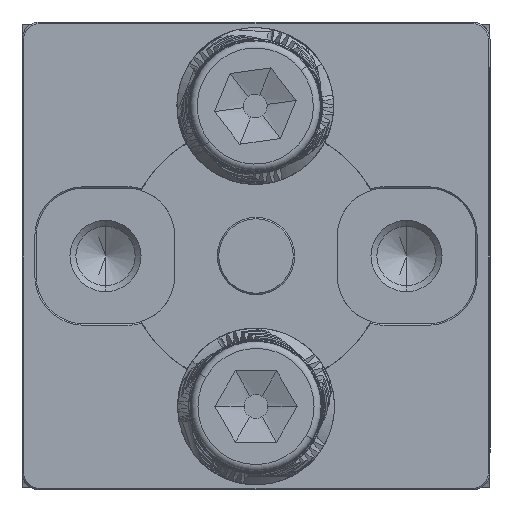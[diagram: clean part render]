
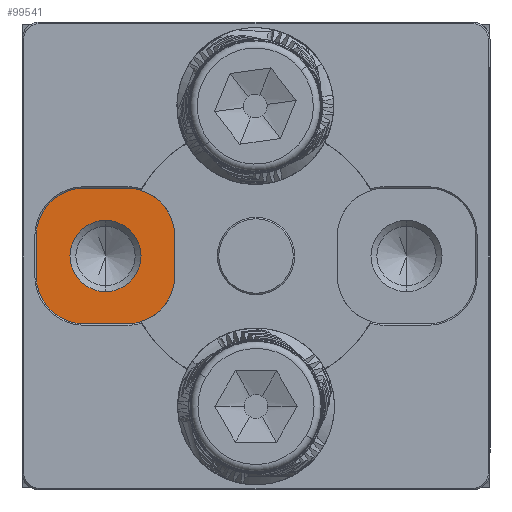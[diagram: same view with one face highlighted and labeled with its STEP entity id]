
A CAD part, front view. The second image highlights one B-rep face of the part: STEP entity #99541.
In plain terms, the highlighted planar face has unit normal (0, -1, 0).
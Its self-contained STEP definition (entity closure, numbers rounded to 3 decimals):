
#1270 = DIRECTION ( 'NONE',  ( 0., -1., 0. ) ) ;
#5133 = VECTOR ( 'NONE', #71290, 1000. ) ;
#5405 = CARTESIAN_POINT ( 'NONE',  ( -6.849, -37.25, -18.338 ) ) ;
#7837 = DIRECTION ( 'NONE',  ( 0., 0., -1. ) ) ;
#8549 = VERTEX_POINT ( 'NONE', #128187 ) ;
#10058 = DIRECTION ( 'NONE',  ( 0., 0., 1. ) ) ;
#13371 = EDGE_CURVE ( 'NONE', #96422, #207249, #17156, .T. ) ;
#13975 = ORIENTED_EDGE ( 'NONE', *, *, #32863, .T. ) ;
#17156 = CIRCLE ( 'NONE', #191637, 3. ) ;
#17815 = CARTESIAN_POINT ( 'NONE',  ( -14.487, -37.25, -18.338 ) ) ;
#24820 = EDGE_LOOP ( 'NONE', ( #56393, #75819 ) ) ;
#28350 = DIRECTION ( 'NONE',  ( 0., 0., 1. ) ) ;
#32863 = EDGE_CURVE ( 'NONE', #75808, #163302, #109035, .T. ) ;
#34189 = CARTESIAN_POINT ( 'NONE',  ( -10.913, -37.25, -14.274 ) ) ;
#40943 = VECTOR ( 'NONE', #187847, 1000. ) ;
#41893 = CARTESIAN_POINT ( 'NONE',  ( -14.487, -37.25, -21.662 ) ) ;
#42721 = AXIS2_PLACEMENT_3D ( 'NONE', #17815, #95287, #250209 ) ;
#45850 = ORIENTED_EDGE ( 'NONE', *, *, #190367, .T. ) ;
#46446 = ORIENTED_EDGE ( 'NONE', *, *, #87606, .T. ) ;
#46816 = CARTESIAN_POINT ( 'NONE',  ( -14.487, -37.25, -14.274 ) ) ;
#54741 = CARTESIAN_POINT ( 'NONE',  ( -14.487, -37.25, -25.726 ) ) ;
#56087 = VERTEX_POINT ( 'NONE', #126572 ) ;
#56328 = DIRECTION ( 'NONE',  ( 0., -1., 0. ) ) ;
#56393 = ORIENTED_EDGE ( 'NONE', *, *, #208440, .F. ) ;
#57053 = VERTEX_POINT ( 'NONE', #122637 ) ;
#60085 = DIRECTION ( 'NONE',  ( 0., 0., -1. ) ) ;
#69935 = LINE ( 'NONE', #108024, #83701 ) ;
#71290 = DIRECTION ( 'NONE',  ( 1., 0., 0. ) ) ;
#74961 = FACE_BOUND ( 'NONE', #24820, .T. ) ;
#75140 = CIRCLE ( 'NONE', #164547, 4.064 ) ;
#75808 = VERTEX_POINT ( 'NONE', #34189 ) ;
#75819 = ORIENTED_EDGE ( 'NONE', *, *, #13371, .F. ) ;
#83701 = VECTOR ( 'NONE', #87741, 1000. ) ;
#87606 = EDGE_CURVE ( 'NONE', #142276, #8549, #151274, .T. ) ;
#87741 = DIRECTION ( 'NONE',  ( 0., 0., -1. ) ) ;
#92638 = EDGE_CURVE ( 'NONE', #128871, #221093, #204920, .T. ) ;
#94263 = DIRECTION ( 'NONE',  ( 0., -1., 0. ) ) ;
#94932 = CARTESIAN_POINT ( 'NONE',  ( -6.849, -37.25, -21.662 ) ) ;
#95287 = DIRECTION ( 'NONE',  ( 0., 1., 0. ) ) ;
#95985 = CIRCLE ( 'NONE', #185768, 4.064 ) ;
#96422 = VERTEX_POINT ( 'NONE', #131516 ) ;
#96941 = CARTESIAN_POINT ( 'NONE',  ( -12.7, -37.25, -20. ) ) ;
#97305 = DIRECTION ( 'NONE',  ( 0., 0., 1. ) ) ;
#99541 = ADVANCED_FACE ( 'NONE', ( #74961, #188100 ), #191871, .F. ) ;
#100211 = ORIENTED_EDGE ( 'NONE', *, *, #125805, .T. ) ;
#101596 = CARTESIAN_POINT ( 'NONE',  ( -14.487, -37.25, -25.726 ) ) ;
#106064 = EDGE_CURVE ( 'NONE', #56087, #142276, #225297, .T. ) ;
#108024 = CARTESIAN_POINT ( 'NONE',  ( -18.551, -37.25, -18.338 ) ) ;
#109035 = LINE ( 'NONE', #170016, #40943 ) ;
#112129 = CIRCLE ( 'NONE', #245929, 4.064 ) ;
#112254 = AXIS2_PLACEMENT_3D ( 'NONE', #219988, #181897, #7837 ) ;
#115105 = CARTESIAN_POINT ( 'NONE',  ( -14.487, -37.25, -18.338 ) ) ;
#122637 = CARTESIAN_POINT ( 'NONE',  ( -18.551, -37.25, -18.338 ) ) ;
#125805 = EDGE_CURVE ( 'NONE', #8549, #128871, #75140, .T. ) ;
#126572 = CARTESIAN_POINT ( 'NONE',  ( -18.551, -37.25, -21.662 ) ) ;
#128187 = CARTESIAN_POINT ( 'NONE',  ( -10.913, -37.25, -25.726 ) ) ;
#128571 = ORIENTED_EDGE ( 'NONE', *, *, #106064, .T. ) ;
#128871 = VERTEX_POINT ( 'NONE', #94932 ) ;
#131516 = CARTESIAN_POINT ( 'NONE',  ( -12.7, -37.25, -17. ) ) ;
#142276 = VERTEX_POINT ( 'NONE', #101596 ) ;
#143276 = ORIENTED_EDGE ( 'NONE', *, *, #92638, .T. ) ;
#144512 = EDGE_LOOP ( 'NONE', ( #152389, #45850, #128571, #46446, #100211, #143276, #242269, #13975 ) ) ;
#151274 = LINE ( 'NONE', #54741, #5133 ) ;
#152389 = ORIENTED_EDGE ( 'NONE', *, *, #193516, .T. ) ;
#157722 = DIRECTION ( 'NONE',  ( 0., 0., 1. ) ) ;
#159279 = VECTOR ( 'NONE', #28350, 1000. ) ;
#161828 = CARTESIAN_POINT ( 'NONE',  ( -6.849, -37.25, -18.338 ) ) ;
#163302 = VERTEX_POINT ( 'NONE', #46816 ) ;
#164547 = AXIS2_PLACEMENT_3D ( 'NONE', #230172, #94263, #157722 ) ;
#170016 = CARTESIAN_POINT ( 'NONE',  ( -14.487, -37.25, -14.274 ) ) ;
#177815 = DIRECTION ( 'NONE',  ( 0., 0., -1. ) ) ;
#181897 = DIRECTION ( 'NONE',  ( 0., -1., 0. ) ) ;
#185768 = AXIS2_PLACEMENT_3D ( 'NONE', #225963, #243713, #10058 ) ;
#187847 = DIRECTION ( 'NONE',  ( -1., 0., 0. ) ) ;
#188100 = FACE_OUTER_BOUND ( 'NONE', #144512, .T. ) ;
#190367 = EDGE_CURVE ( 'NONE', #57053, #56087, #69935, .T. ) ;
#191637 = AXIS2_PLACEMENT_3D ( 'NONE', #96941, #56328, #60085 ) ;
#191871 = PLANE ( 'NONE',  #42721 ) ;
#193516 = EDGE_CURVE ( 'NONE', #163302, #57053, #112129, .T. ) ;
#197073 = AXIS2_PLACEMENT_3D ( 'NONE', #41893, #1270, #177815 ) ;
#202775 = EDGE_CURVE ( 'NONE', #221093, #75808, #95985, .T. ) ;
#204920 = LINE ( 'NONE', #161828, #159279 ) ;
#207249 = VERTEX_POINT ( 'NONE', #249916 ) ;
#208440 = EDGE_CURVE ( 'NONE', #207249, #96422, #233967, .T. ) ;
#212932 = DIRECTION ( 'NONE',  ( 0., -1., 0. ) ) ;
#219988 = CARTESIAN_POINT ( 'NONE',  ( -12.7, -37.25, -20. ) ) ;
#221093 = VERTEX_POINT ( 'NONE', #5405 ) ;
#225297 = CIRCLE ( 'NONE', #197073, 4.064 ) ;
#225963 = CARTESIAN_POINT ( 'NONE',  ( -10.913, -37.25, -18.338 ) ) ;
#230172 = CARTESIAN_POINT ( 'NONE',  ( -10.913, -37.25, -21.662 ) ) ;
#233967 = CIRCLE ( 'NONE', #112254, 3. ) ;
#242269 = ORIENTED_EDGE ( 'NONE', *, *, #202775, .T. ) ;
#243713 = DIRECTION ( 'NONE',  ( 0., -1., 0. ) ) ;
#245929 = AXIS2_PLACEMENT_3D ( 'NONE', #115105, #212932, #97305 ) ;
#249916 = CARTESIAN_POINT ( 'NONE',  ( -12.7, -37.25, -23. ) ) ;
#250209 = DIRECTION ( 'NONE',  ( 0., 0., 1. ) ) ;
